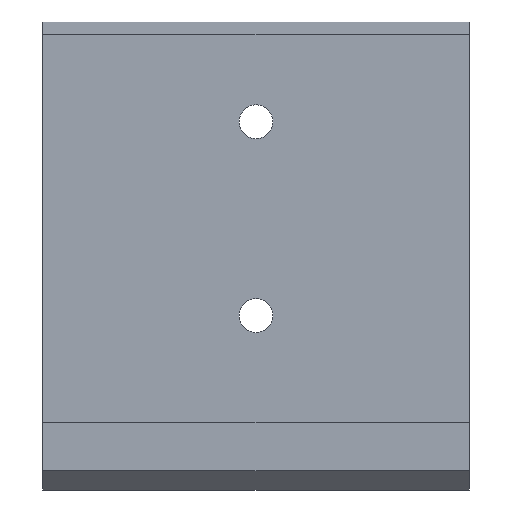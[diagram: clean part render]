
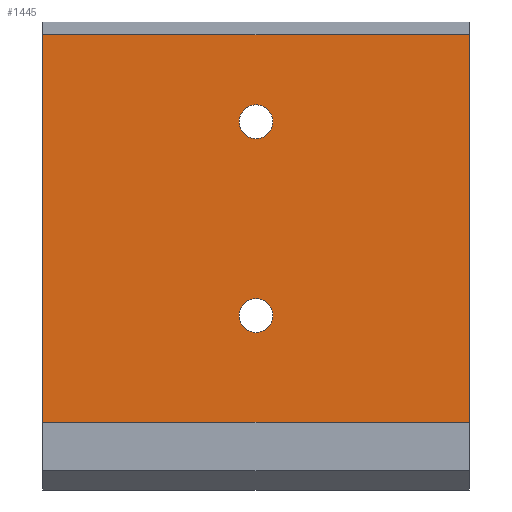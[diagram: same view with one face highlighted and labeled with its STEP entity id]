
A CAD part, front view. The second image highlights one B-rep face of the part: STEP entity #1445.
In plain terms, the highlighted planar face has unit normal (0, -1, 0).
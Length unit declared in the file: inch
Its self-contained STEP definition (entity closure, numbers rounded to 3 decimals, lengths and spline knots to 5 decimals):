
#21 = AXIS2_PLACEMENT_3D ( 'NONE', #1846, #1279, #1465 ) ;
#48 = AXIS2_PLACEMENT_3D ( 'NONE', #2433, #543, #2265 ) ;
#89 = EDGE_LOOP ( 'NONE', ( #1241, #1585 ) ) ;
#164 = VERTEX_POINT ( 'NONE', #1094 ) ;
#176 = DIRECTION ( 'NONE',  ( 0., 0., 1. ) ) ;
#214 = EDGE_CURVE ( 'NONE', #164, #223, #2391, .T. ) ;
#223 = VERTEX_POINT ( 'NONE', #517 ) ;
#252 = VECTOR ( 'NONE', #638, 39.37008 ) ;
#363 = FACE_BOUND ( 'NONE', #2394, .T. ) ;
#419 = LINE ( 'NONE', #614, #252 ) ;
#434 = DIRECTION ( 'NONE',  ( 0., 1., 0. ) ) ;
#481 = CARTESIAN_POINT ( 'NONE',  ( 0., -0.18701, 1.42717 ) ) ;
#484 = ORIENTED_EDGE ( 'NONE', *, *, #1074, .T. ) ;
#507 = EDGE_CURVE ( 'NONE', #2407, #1128, #1709, .T. ) ;
#517 = CARTESIAN_POINT ( 'NONE',  ( 0., -0.18701, 0.63976 ) ) ;
#521 = DIRECTION ( 'NONE',  ( 0., -1., 0. ) ) ;
#543 = DIRECTION ( 'NONE',  ( 0., 1., 0. ) ) ;
#544 = EDGE_LOOP ( 'NONE', ( #2292, #1719, #887, #484 ) ) ;
#545 = AXIS2_PLACEMENT_3D ( 'NONE', #885, #521, #1095 ) ;
#563 = EDGE_CURVE ( 'NONE', #705, #1293, #1506, .T. ) ;
#605 = EDGE_CURVE ( 'NONE', #705, #2407, #2211, .T. ) ;
#614 = CARTESIAN_POINT ( 'NONE',  ( 0.86614, -0.18701, 1.85039 ) ) ;
#638 = DIRECTION ( 'NONE',  ( -1., 0., 0. ) ) ;
#652 = DIRECTION ( 'NONE',  ( 0., 0., 1. ) ) ;
#667 = DIRECTION ( 'NONE',  ( 0., 0., 1. ) ) ;
#690 = PLANE ( 'NONE',  #545 ) ;
#705 = VERTEX_POINT ( 'NONE', #2218 ) ;
#723 = DIRECTION ( 'NONE',  ( 0., 1., 0. ) ) ;
#745 = AXIS2_PLACEMENT_3D ( 'NONE', #1768, #434, #1578 ) ;
#762 = CIRCLE ( 'NONE', #48, 0.0689 ) ;
#885 = CARTESIAN_POINT ( 'NONE',  ( 0.86614, -0.18701, 0. ) ) ;
#887 = ORIENTED_EDGE ( 'NONE', *, *, #563, .T. ) ;
#956 = CIRCLE ( 'NONE', #745, 0.0689 ) ;
#1056 = EDGE_CURVE ( 'NONE', #1124, #1324, #956, .T. ) ;
#1066 = CARTESIAN_POINT ( 'NONE',  ( -0.86614, -0.18701, 0. ) ) ;
#1074 = EDGE_CURVE ( 'NONE', #1293, #1128, #419, .T. ) ;
#1094 = CARTESIAN_POINT ( 'NONE',  ( 0., -0.18701, 0.77756 ) ) ;
#1095 = DIRECTION ( 'NONE',  ( 0., 0., -1. ) ) ;
#1124 = VERTEX_POINT ( 'NONE', #1242 ) ;
#1128 = VERTEX_POINT ( 'NONE', #2350 ) ;
#1173 = CIRCLE ( 'NONE', #1864, 0.0689 ) ;
#1211 = VECTOR ( 'NONE', #1436, 39.37008 ) ;
#1241 = ORIENTED_EDGE ( 'NONE', *, *, #214, .T. ) ;
#1242 = CARTESIAN_POINT ( 'NONE',  ( 0., -0.18701, 1.56496 ) ) ;
#1279 = DIRECTION ( 'NONE',  ( 0., 1., 0. ) ) ;
#1293 = VERTEX_POINT ( 'NONE', #2395 ) ;
#1324 = VERTEX_POINT ( 'NONE', #481 ) ;
#1401 = ORIENTED_EDGE ( 'NONE', *, *, #1056, .T. ) ;
#1436 = DIRECTION ( 'NONE',  ( -1., 0., 0. ) ) ;
#1445 = ADVANCED_FACE ( 'NONE', ( #1647, #363, #2319 ), #690, .T. ) ;
#1465 = DIRECTION ( 'NONE',  ( 0., 0., 1. ) ) ;
#1506 = LINE ( 'NONE', #2184, #2118 ) ;
#1578 = DIRECTION ( 'NONE',  ( 0., 0., 1. ) ) ;
#1585 = ORIENTED_EDGE ( 'NONE', *, *, #2438, .T. ) ;
#1647 = FACE_BOUND ( 'NONE', #89, .T. ) ;
#1683 = CARTESIAN_POINT ( 'NONE',  ( 0., -0.18701, 1.49606 ) ) ;
#1709 = LINE ( 'NONE', #1066, #2299 ) ;
#1719 = ORIENTED_EDGE ( 'NONE', *, *, #605, .F. ) ;
#1768 = CARTESIAN_POINT ( 'NONE',  ( 0., -0.18701, 1.49606 ) ) ;
#1814 = EDGE_CURVE ( 'NONE', #1324, #1124, #1173, .T. ) ;
#1846 = CARTESIAN_POINT ( 'NONE',  ( 0., -0.18701, 0.70866 ) ) ;
#1864 = AXIS2_PLACEMENT_3D ( 'NONE', #1683, #723, #176 ) ;
#2020 = CARTESIAN_POINT ( 'NONE',  ( -0.86614, -0.18701, 0.27559 ) ) ;
#2118 = VECTOR ( 'NONE', #667, 39.37008 ) ;
#2184 = CARTESIAN_POINT ( 'NONE',  ( 0.86614, -0.18701, 0. ) ) ;
#2211 = LINE ( 'NONE', #2400, #1211 ) ;
#2218 = CARTESIAN_POINT ( 'NONE',  ( 0.86614, -0.18701, 0.27559 ) ) ;
#2265 = DIRECTION ( 'NONE',  ( 0., 0., 1. ) ) ;
#2292 = ORIENTED_EDGE ( 'NONE', *, *, #507, .F. ) ;
#2299 = VECTOR ( 'NONE', #652, 39.37008 ) ;
#2319 = FACE_OUTER_BOUND ( 'NONE', #544, .T. ) ;
#2333 = ORIENTED_EDGE ( 'NONE', *, *, #1814, .T. ) ;
#2350 = CARTESIAN_POINT ( 'NONE',  ( -0.86614, -0.18701, 1.85039 ) ) ;
#2391 = CIRCLE ( 'NONE', #21, 0.0689 ) ;
#2394 = EDGE_LOOP ( 'NONE', ( #1401, #2333 ) ) ;
#2395 = CARTESIAN_POINT ( 'NONE',  ( 0.86614, -0.18701, 1.85039 ) ) ;
#2400 = CARTESIAN_POINT ( 'NONE',  ( 0.86614, -0.18701, 0.27559 ) ) ;
#2407 = VERTEX_POINT ( 'NONE', #2020 ) ;
#2433 = CARTESIAN_POINT ( 'NONE',  ( 0., -0.18701, 0.70866 ) ) ;
#2438 = EDGE_CURVE ( 'NONE', #223, #164, #762, .T. ) ;
